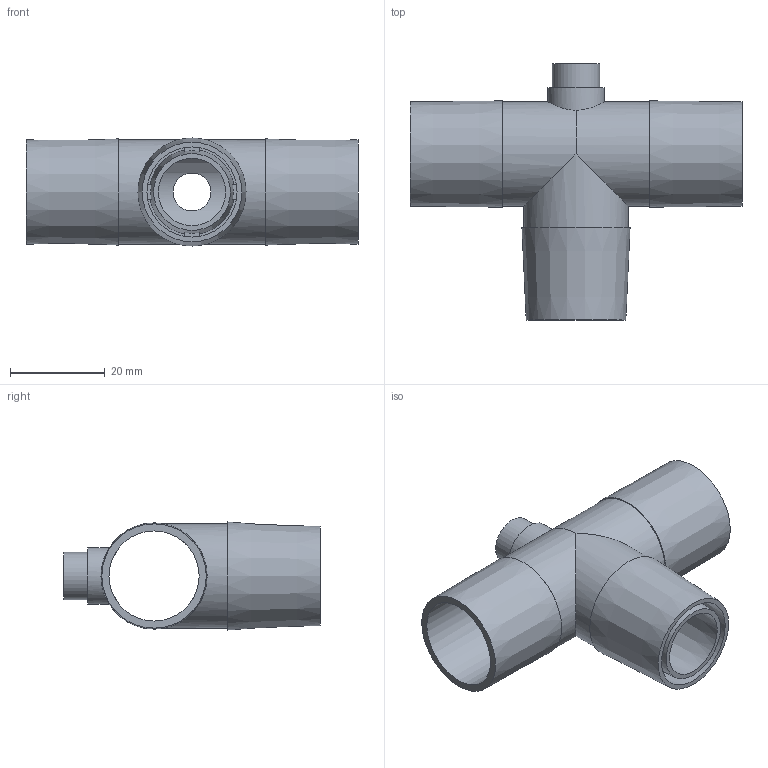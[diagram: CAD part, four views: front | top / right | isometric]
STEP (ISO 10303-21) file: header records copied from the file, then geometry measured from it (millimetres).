
FILE_DESCRIPTION(('FreeCAD Model'),'2;1');
FILE_NAME('Conector Rigido T 22-22.step','2020-04-01T23:06:23', ('Author'),(''),'Open CASCADE STEP processor 7.3','FreeCAD','Unknown' );
FILE_SCHEMA(('AUTOMOTIVE_DESIGN { 1 0 10303 214 1 1 1 1 }'));
Length unit declared in the file: millimetre
Products named in the file (1): Body
Bounding box: 70 x 54 x 22.8 mm (x, y, z)
Volume: 10735.7 mm3; surface area: 14535.1 mm2
Topology: 1 solids, 1 shells, 39 faces, 97 edges, 64 vertices
Faces by surface type: plane 25, cylinder 8, cone 6
Full cylindrical faces by diameter (mm): 8 x1, 10 x1, 12 x1, 16 x1, 19 x1, 22 x3
Entity records: 3613 total; most frequent: CARTESIAN_POINT 1620, DIRECTION 377, ORIENTED_EDGE 194, PCURVE 194, DEFINITIONAL_REPRESENTATION 194, LINE 185, VECTOR 185, EDGE_CURVE 97
